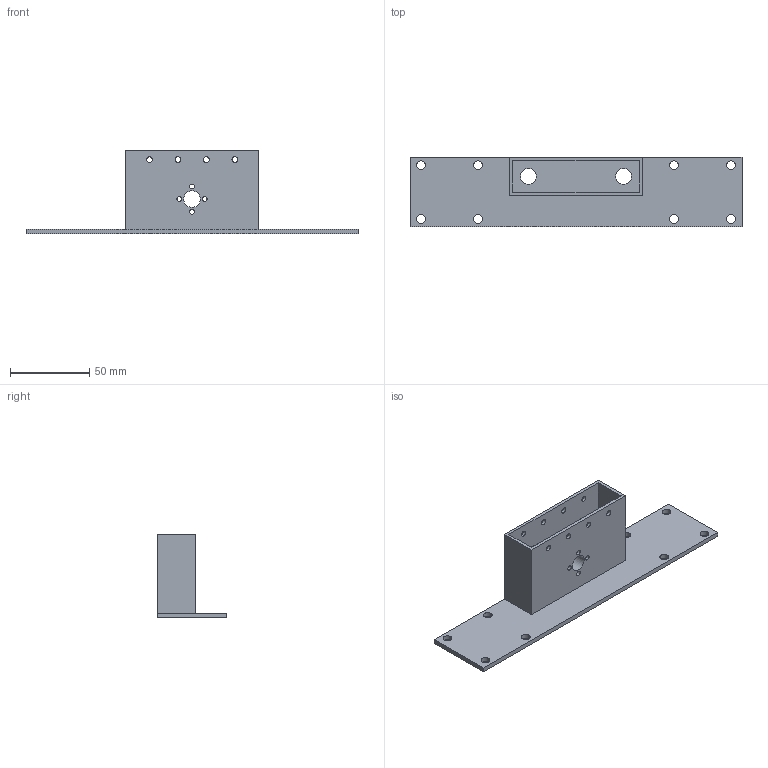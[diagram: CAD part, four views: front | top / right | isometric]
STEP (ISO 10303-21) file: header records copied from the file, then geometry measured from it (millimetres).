
FILE_DESCRIPTION(/* description */ (''),/* implementation_level */ '2;1');
FILE_NAME(/* name */ 'carriage.step',/* time_stamp */ '2021-03-21T14:51:27+07:00',/* author */ (''),/* organization */ (''),/* preprocessor_version */ 'ST-DEVELOPER v18.1',/* originating_system */ 'Autodesk Translation Framework v9.10.0.1330',/* authorisation */ '');
FILE_SCHEMA (('AUTOMOTIVE_DESIGN { 1 0 10303 214 3 1 1 }'));
Length unit declared in the file: millimetre
Products named in the file (1): Каретка для 
теплички
Bounding box: 210 x 44 x 53 mm (x, y, z)
Volume: 88458.4 mm3; surface area: 38179.4 mm2
Topology: 1 solids, 1 shells, 38 faces, 105 edges, 70 vertices
Faces by surface type: cylinder 23, plane 15
Full cylindrical faces by diameter (mm): 3.1 x4, 3.6 x8, 5.5 x8, 10 x2, 10.5 x1
Entity records: 1360 total; most frequent: DIRECTION 229, CARTESIAN_POINT 214, ORIENTED_EDGE 210, EDGE_CURVE 105, EDGE_LOOP 85, AXIS2_PLACEMENT_3D 85, VERTEX_POINT 70, LINE 59
